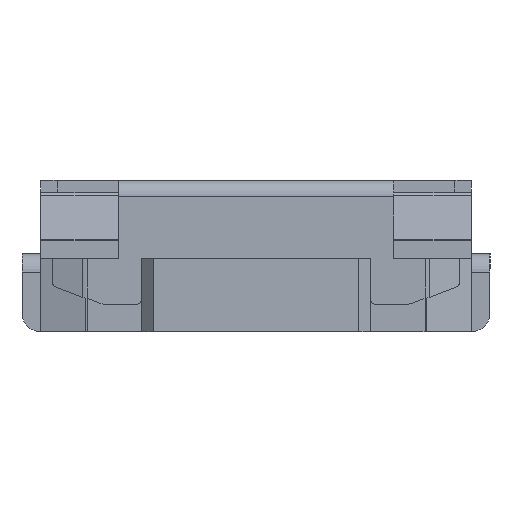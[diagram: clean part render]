
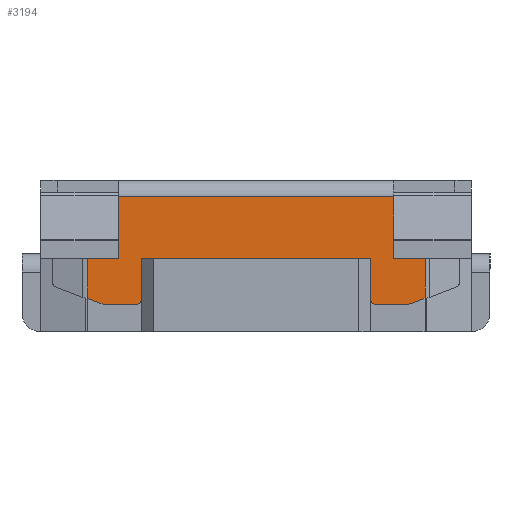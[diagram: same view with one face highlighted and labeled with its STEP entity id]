
A CAD part, left-side view. The second image highlights one B-rep face of the part: STEP entity #3194.
In plain terms, the highlighted planar face has unit normal (-1, 0, 0).
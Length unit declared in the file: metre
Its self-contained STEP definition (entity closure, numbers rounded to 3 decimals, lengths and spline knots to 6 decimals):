
#1368 = EDGE_CURVE( '', #3824, #3825, #3826, .T. );
#1482 = EDGE_CURVE( '', #4017, #4018, #4019, .T. );
#1486 = EDGE_CURVE( '', #4024, #4025, #4026, .T. );
#1700 = EDGE_CURVE( '', #4370, #4371, #4372, .T. );
#1832 = EDGE_CURVE( '', #4583, #3959, #4584, .T. );
#1874 = EDGE_CURVE( '', #4649, #4650, #4651, .T. );
#1890 = EDGE_CURVE( '', #4673, #4674, #4675, .T. );
#2378 = EDGE_CURVE( '', #4370, #3959, #5361, .T. );
#2482 = EDGE_CURVE( '', #4220, #3825, #5490, .T. );
#2762 = EDGE_CURVE( '', #4650, #4583, #5841, .T. );
#2828 = EDGE_CURVE( '', #4649, #5439, #5923, .T. );
#2938 = EDGE_CURVE( '', #6055, #4673, #6056, .T. );
#3006 = EDGE_CURVE( '', #4674, #4371, #6137, .T. );
#3024 = EDGE_CURVE( '', #5754, #3824, #6156, .T. );
#3136 = EDGE_CURVE( '', #4024, #5754, #6283, .T. );
#3194 = ADVANCED_FACE( '', ( #6350 ), #6351, .F. );
#3300 = EDGE_CURVE( '', #4220, #4017, #6476, .T. );
#3316 = EDGE_CURVE( '', #4018, #5439, #6493, .T. );
#3430 = EDGE_CURVE( '', #6055, #4025, #6626, .T. );
#3824 = VERTEX_POINT( '', #7127 );
#3825 = VERTEX_POINT( '', #7128 );
#3826 = LINE( '', #7129, #7130 );
#3959 = VERTEX_POINT( '', #7346 );
#4017 = VERTEX_POINT( '', #7422 );
#4018 = VERTEX_POINT( '', #7423 );
#4019 = LINE( '', #7424, #7425 );
#4024 = VERTEX_POINT( '', #7433 );
#4025 = VERTEX_POINT( '', #7434 );
#4026 = LINE( '', #7435, #7436 );
#4220 = VERTEX_POINT( '', #7689 );
#4370 = VERTEX_POINT( '', #7890 );
#4371 = VERTEX_POINT( '', #7891 );
#4372 = CIRCLE( '', #7892, 0.00005 );
#4583 = VERTEX_POINT( '', #8192 );
#4584 = CIRCLE( '', #8193, 0.00005 );
#4649 = VERTEX_POINT( '', #8292 );
#4650 = VERTEX_POINT( '', #8293 );
#4651 = LINE( '', #8294, #8295 );
#4673 = VERTEX_POINT( '', #8325 );
#4674 = VERTEX_POINT( '', #8326 );
#4675 = LINE( '', #8327, #8328 );
#5361 = LINE( '', #9354, #9355 );
#5439 = VERTEX_POINT( '', #9467 );
#5490 = LINE( '', #9547, #9548 );
#5754 = VERTEX_POINT( '', #9946 );
#5841 = LINE( '', #10077, #10078 );
#5923 = LINE( '', #10198, #10199 );
#6055 = VERTEX_POINT( '', #10401 );
#6056 = LINE( '', #10402, #10403 );
#6137 = LINE( '', #10530, #10531 );
#6156 = LINE( '', #10564, #10565 );
#6283 = CIRCLE( '', #10772, 0.00005 );
#6350 = FACE_OUTER_BOUND( '', #10877, .T. );
#6351 = PLANE( '', #10878 );
#6476 = LINE( '', #11122, #11123 );
#6493 = LINE( '', #11151, #11152 );
#6626 = CIRCLE( '', #11360, 0.00005 );
#7127 = CARTESIAN_POINT( '', ( -0.00175, 0.001843, 0.000364 ) );
#7128 = CARTESIAN_POINT( '', ( -0.00175, 0.001843, 0.0008 ) );
#7129 = CARTESIAN_POINT( '', ( -0.00175, 0.001843, 0.0003 ) );
#7130 = VECTOR( '', #11804, 1. );
#7346 = CARTESIAN_POINT( '', ( -0.00175, -0.001663, 0.0003 ) );
#7422 = CARTESIAN_POINT( '', ( -0.00175, 0.0015, 0.00147 ) );
#7423 = CARTESIAN_POINT( '', ( -0.00175, -0.0015, 0.00147 ) );
#7424 = CARTESIAN_POINT( '', ( -0.00175, 0.00235, 0.00147 ) );
#7425 = VECTOR( '', #12016, 1. );
#7433 = CARTESIAN_POINT( '', ( -0.00175, 0.001663, 0.0003 ) );
#7434 = CARTESIAN_POINT( '', ( -0.00175, 0.0013, 0.0003 ) );
#7435 = CARTESIAN_POINT( '', ( -0.00175, 0.00235, 0.0003 ) );
#7436 = VECTOR( '', #12018, 1. );
#7689 = CARTESIAN_POINT( '', ( -0.00175, 0.0015, 0.0008 ) );
#7890 = CARTESIAN_POINT( '', ( -0.00175, -0.0013, 0.0003 ) );
#7891 = CARTESIAN_POINT( '', ( -0.00175, -0.00125, 0.00035 ) );
#7892 = AXIS2_PLACEMENT_3D( '', #12534, #12535, #12536 );
#8192 = CARTESIAN_POINT( '', ( -0.00175, -0.00168, 0.000303 ) );
#8193 = AXIS2_PLACEMENT_3D( '', #12745, #12746, #12747 );
#8292 = CARTESIAN_POINT( '', ( -0.00175, -0.001843, 0.0008 ) );
#8293 = CARTESIAN_POINT( '', ( -0.00175, -0.001843, 0.000364 ) );
#8294 = CARTESIAN_POINT( '', ( -0.00175, -0.001843, 0.0003 ) );
#8295 = VECTOR( '', #12791, 1. );
#8325 = CARTESIAN_POINT( '', ( -0.00175, 0.00125, 0.0008 ) );
#8326 = CARTESIAN_POINT( '', ( -0.00175, -0.00125, 0.0008 ) );
#8327 = CARTESIAN_POINT( '', ( -0.00175, 0.00125, 0.0008 ) );
#8328 = VECTOR( '', #12823, 1. );
#9354 = CARTESIAN_POINT( '', ( -0.00175, 0.00235, 0.0003 ) );
#9355 = VECTOR( '', #13640, 1. );
#9467 = CARTESIAN_POINT( '', ( -0.00175, -0.0015, 0.0008 ) );
#9547 = CARTESIAN_POINT( '', ( -0.00175, 0.001843, 0.0008 ) );
#9548 = VECTOR( '', #13826, 1. );
#9946 = CARTESIAN_POINT( '', ( -0.00175, 0.00168, 0.000303 ) );
#10077 = CARTESIAN_POINT( '', ( -0.00175, -0.002209, 0.0005 ) );
#10078 = VECTOR( '', #14448, 1. );
#10198 = CARTESIAN_POINT( '', ( -0.00175, -0.001843, 0.0008 ) );
#10199 = VECTOR( '', #14593, 1. );
#10401 = CARTESIAN_POINT( '', ( -0.00175, 0.00125, 0.00035 ) );
#10402 = CARTESIAN_POINT( '', ( -0.00175, 0.00125, 0.0003 ) );
#10403 = VECTOR( '', #14800, 1. );
#10530 = CARTESIAN_POINT( '', ( -0.00175, -0.00125, 0.0008 ) );
#10531 = VECTOR( '', #14908, 1. );
#10564 = CARTESIAN_POINT( '', ( -0.00175, 0.001672, 0.0003 ) );
#10565 = VECTOR( '', #14926, 1. );
#10772 = AXIS2_PLACEMENT_3D( '', #15149, #15150, #15151 );
#10877 = EDGE_LOOP( '', ( #15250, #15251, #15252, #15253, #15254, #15255, #15256, #15257, #15258, #15259, #15260, #15261, #15262, #15263, #15264, #15265, #15266, #15267 ) );
#10878 = AXIS2_PLACEMENT_3D( '', #15268, #15269, #15270 );
#11122 = CARTESIAN_POINT( '', ( -0.00175, 0.0015, 0.0003 ) );
#11123 = VECTOR( '', #15462, 1. );
#11151 = CARTESIAN_POINT( '', ( -0.00175, -0.0015, 0.0003 ) );
#11152 = VECTOR( '', #15481, 1. );
#11360 = AXIS2_PLACEMENT_3D( '', #15690, #15691, #15692 );
#11804 = DIRECTION( '', ( 0., 0., 1. ) );
#12016 = DIRECTION( '', ( 0., -1., 0. ) );
#12018 = DIRECTION( '', ( 0., -1., 0. ) );
#12534 = CARTESIAN_POINT( '', ( -0.00175, -0.0013, 0.00035 ) );
#12535 = DIRECTION( '', ( 1., 0., 0. ) );
#12536 = DIRECTION( '', ( 0., 0., 1. ) );
#12745 = CARTESIAN_POINT( '', ( -0.00175, -0.001663, 0.00035 ) );
#12746 = DIRECTION( '', ( 1., 0., 0. ) );
#12747 = DIRECTION( '', ( 0., 0., -1. ) );
#12791 = DIRECTION( '', ( 0., 0., -1. ) );
#12823 = DIRECTION( '', ( 0., -1., 0. ) );
#13640 = DIRECTION( '', ( 0., -1., 0. ) );
#13826 = DIRECTION( '', ( 0., 1., 0. ) );
#14448 = DIRECTION( '', ( 0., 0.937, -0.349 ) );
#14593 = DIRECTION( '', ( 0., 1., 0. ) );
#14800 = DIRECTION( '', ( 0., 0., 1. ) );
#14908 = DIRECTION( '', ( 0., 0., -1. ) );
#14926 = DIRECTION( '', ( 0., 0.937, 0.349 ) );
#15149 = CARTESIAN_POINT( '', ( -0.00175, 0.001663, 0.00035 ) );
#15150 = DIRECTION( '', ( 1., 0., 0. ) );
#15151 = DIRECTION( '', ( 0., 0., -1. ) );
#15250 = ORIENTED_EDGE( '', *, *, #1832, .F. );
#15251 = ORIENTED_EDGE( '', *, *, #2762, .F. );
#15252 = ORIENTED_EDGE( '', *, *, #1874, .F. );
#15253 = ORIENTED_EDGE( '', *, *, #2828, .T. );
#15254 = ORIENTED_EDGE( '', *, *, #3316, .F. );
#15255 = ORIENTED_EDGE( '', *, *, #1482, .F. );
#15256 = ORIENTED_EDGE( '', *, *, #3300, .F. );
#15257 = ORIENTED_EDGE( '', *, *, #2482, .T. );
#15258 = ORIENTED_EDGE( '', *, *, #1368, .F. );
#15259 = ORIENTED_EDGE( '', *, *, #3024, .F. );
#15260 = ORIENTED_EDGE( '', *, *, #3136, .F. );
#15261 = ORIENTED_EDGE( '', *, *, #1486, .T. );
#15262 = ORIENTED_EDGE( '', *, *, #3430, .F. );
#15263 = ORIENTED_EDGE( '', *, *, #2938, .T. );
#15264 = ORIENTED_EDGE( '', *, *, #1890, .T. );
#15265 = ORIENTED_EDGE( '', *, *, #3006, .T. );
#15266 = ORIENTED_EDGE( '', *, *, #1700, .F. );
#15267 = ORIENTED_EDGE( '', *, *, #2378, .T. );
#15268 = CARTESIAN_POINT( '', ( -0.00175, 0.00235, 0.0003 ) );
#15269 = DIRECTION( '', ( 1., 0., 0. ) );
#15270 = DIRECTION( '', ( 0., 1., 0. ) );
#15462 = DIRECTION( '', ( 0., 0., 1. ) );
#15481 = DIRECTION( '', ( 0., 0., -1. ) );
#15690 = CARTESIAN_POINT( '', ( -0.00175, 0.0013, 0.00035 ) );
#15691 = DIRECTION( '', ( 1., 0., 0. ) );
#15692 = DIRECTION( '', ( 0., 0., 1. ) );
